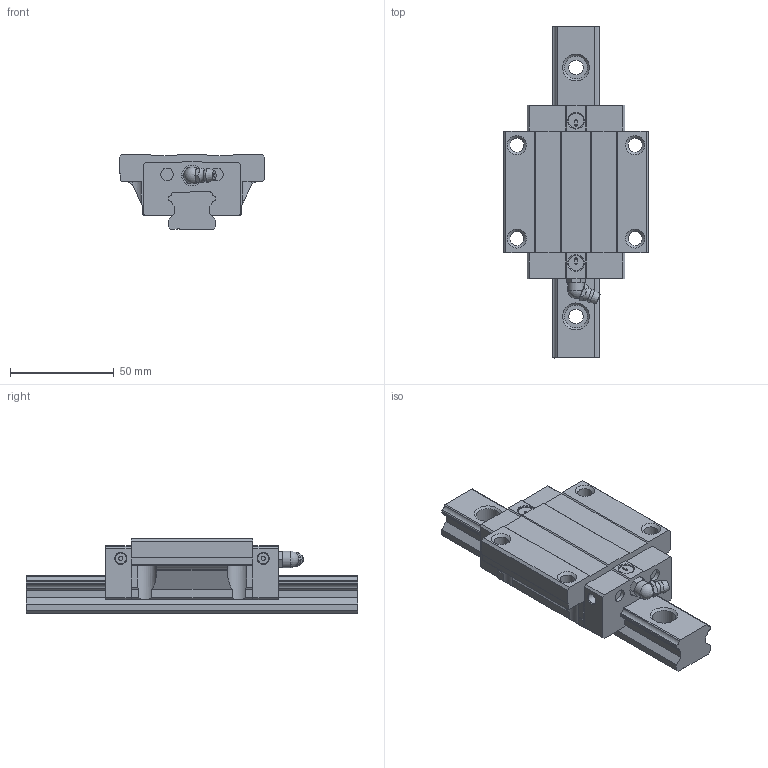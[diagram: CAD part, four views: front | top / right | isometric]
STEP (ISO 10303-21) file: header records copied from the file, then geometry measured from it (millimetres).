
FILE_DESCRIPTION( ( 'Unknown' ), '1' );
FILE_NAME( 'LMG25C.stp', 'Unknown', ( 'Unknown' ), ( 'Unknown' ), 'PSStep 17.0.49', 'Unknown', ' ' );
FILE_SCHEMA( ( 'AUTOMOTIVE_DESIGN { 1 0 10303 214 1 1 1 1 }' ) );
Length unit declared in the file: millimetre
Products named in the file (4): Assem1; LMG25C; LMG25H
Assembly tree (3 placements, depth 2):
  Assem1
    LMG25C
    LMG25C
    LMG25H
Bounding box: 70 x 160 x 36 mm (x, y, z)
Volume: 162985.1 mm3; surface area: 37656.1 mm2
Topology: 3 solids, 3 shells, 289 faces, 760 edges, 497 vertices
Faces by surface type: plane 166, cylinder 89, cone 24, torus 7, sphere 2, bspline 1
Full cylindrical faces by diameter (mm): 1 x2, 2 x4, 5.2 x4, 6 x5, 6.8 x4, 7 x3, 7.4 x2, 8 x1, 10 x2, 11 x3
Entity records: 11029 total; most frequent: CARTESIAN_POINT 1659, DIRECTION 1474, ORIENTED_EDGE 1368, EDGE_CURVE 684, AXIS2_PLACEMENT_3D 520, VERTEX_POINT 481, LINE 434, VECTOR 434
